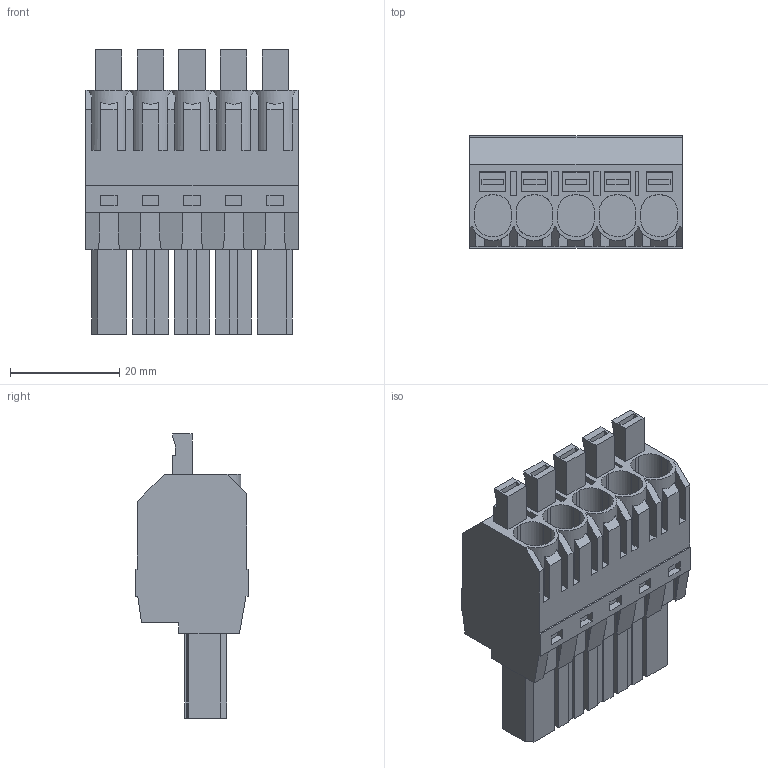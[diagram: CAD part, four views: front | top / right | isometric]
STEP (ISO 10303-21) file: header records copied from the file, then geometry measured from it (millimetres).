
FILE_DESCRIPTION(('CATIA V5 STEP Exchange','CAx-IF Rec.Pracs.--- Model Styling and Organization---1.4--- 2014-01-23'),'2;1');
FILE_NAME ('D1530200_1_2548890000_2548890000.stp','2023-09-07T12:38:54+00:00',('none'),('Weidmueller'),'CATIA Version 5-6 Release 2016 SP3 HF44','CATIA V5 STEP AP214','none');
FILE_SCHEMA(('AUTOMOTIVE_DESIGN { 1 0 10303 214 1 1 1 1 }'));
Length unit declared in the file: millimetre
Products named in the file (1): 2548890000
Bounding box: 39 x 20.6 x 52.11 mm (x, y, z)
Volume: 22551 mm3; surface area: 11087.4 mm2
Topology: 6 solids, 6 shells, 526 faces, 1474 edges, 999 vertices
Faces by surface type: plane 501, cylinder 25
Entity records: 16007 total; most frequent: CARTESIAN_POINT 3134, ORIENTED_EDGE 2948, DIRECTION 2133, EDGE_CURVE 1474, VECTOR 1404, LINE 1404, VERTEX_POINT 999, EDGE_LOOP 565
